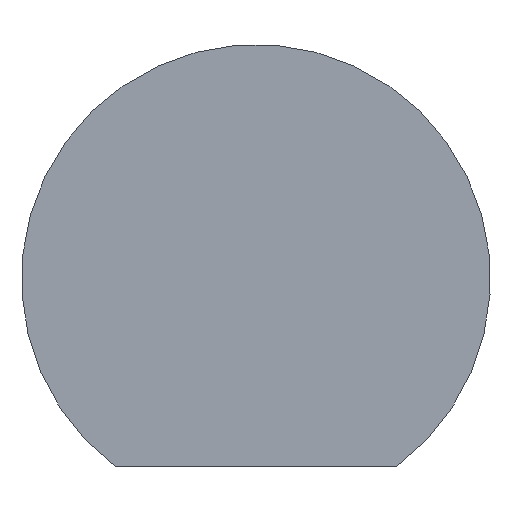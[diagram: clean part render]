
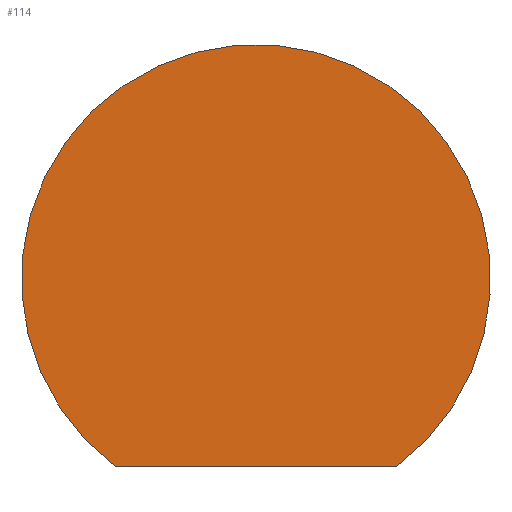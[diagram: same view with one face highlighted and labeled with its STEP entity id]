
A CAD part, front view. The second image highlights one B-rep face of the part: STEP entity #114.
In plain terms, the highlighted planar face has unit normal (0, -1, 0).
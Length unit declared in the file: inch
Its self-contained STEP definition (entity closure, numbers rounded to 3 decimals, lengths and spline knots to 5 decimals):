
#14 = CARTESIAN_POINT ( 'NONE',  ( -0.075, 0., -0.1 ) ) ;
#17 = DIRECTION ( 'NONE',  ( -1., 0., 0. ) ) ;
#19 = DIRECTION ( 'NONE',  ( 0., 0., 1. ) ) ;
#20 = AXIS2_PLACEMENT_3D ( 'NONE', #38, #23, #19 ) ;
#23 = DIRECTION ( 'NONE',  ( 0., 1., 0. ) ) ;
#25 = DIRECTION ( 'NONE',  ( 0., 0., 1. ) ) ;
#26 = DIRECTION ( 'NONE',  ( 0., 1., 0. ) ) ;
#27 = CARTESIAN_POINT ( 'NONE',  ( 0., 0., 0. ) ) ;
#33 = PLANE ( 'NONE',  #20 ) ;
#38 = CARTESIAN_POINT ( 'NONE',  ( 0., 0., 0. ) ) ;
#41 = CARTESIAN_POINT ( 'NONE',  ( -0.075, 0., -0.1 ) ) ;
#49 = CIRCLE ( 'NONE', #95, 0.125 ) ;
#53 = CARTESIAN_POINT ( 'NONE',  ( 0.075, 0., -0.1 ) ) ;
#70 = FACE_OUTER_BOUND ( 'NONE', #97, .T. ) ;
#71 = VECTOR ( 'NONE', #17, 39.37008 ) ;
#89 = ORIENTED_EDGE ( 'NONE', *, *, #112, .F. ) ;
#91 = VERTEX_POINT ( 'NONE', #41 ) ;
#95 = AXIS2_PLACEMENT_3D ( 'NONE', #27, #26, #25 ) ;
#97 = EDGE_LOOP ( 'NONE', ( #89, #111 ) ) ;
#99 = VERTEX_POINT ( 'NONE', #53 ) ;
#111 = ORIENTED_EDGE ( 'NONE', *, *, #145, .F. ) ;
#112 = EDGE_CURVE ( 'NONE', #91, #99, #49, .T. ) ;
#114 = ADVANCED_FACE ( 'NONE', ( #70 ), #33, .F. ) ;
#142 = LINE ( 'NONE', #14, #71 ) ;
#145 = EDGE_CURVE ( 'NONE', #99, #91, #142, .T. ) ;
